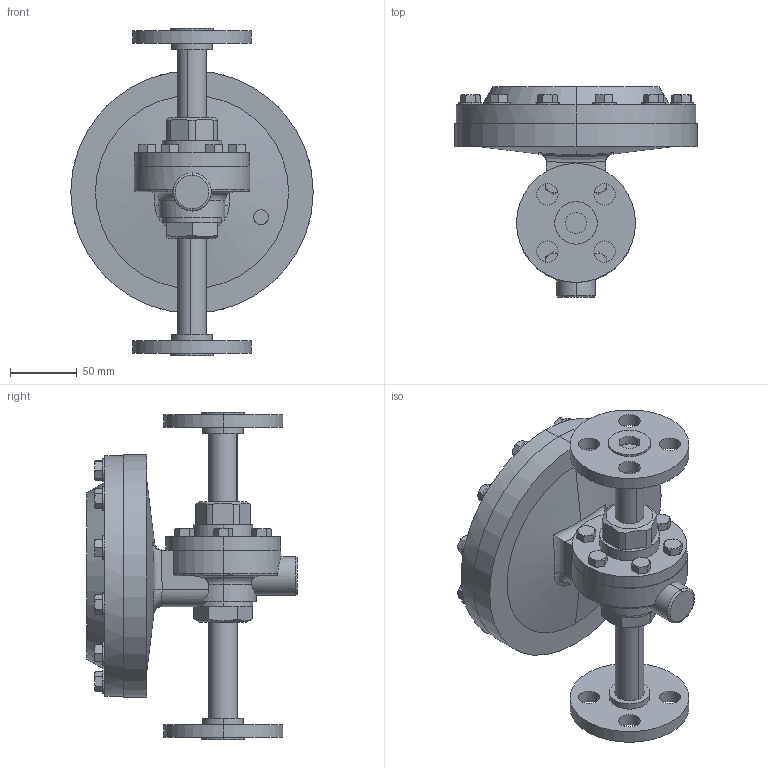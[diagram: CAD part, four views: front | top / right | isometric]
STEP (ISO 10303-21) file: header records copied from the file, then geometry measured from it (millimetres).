
FILE_DESCRIPTION (( 'STEP AP203' ), '1' );
FILE_NAME ('56-050-CS+S6-F5.step', '2017-10-04T15:16:43', ( '' ), ( '' ), 'SwSTEP 2.0', 'SolidWorks 2014', '' );
FILE_SCHEMA (( 'CONFIG_CONTROL_DESIGN' ));
Length unit declared in the file: inch
Products named in the file (1): 56-050-CS+S6-F5
Bounding box: 181.1 x 157.31 x 244.35 mm (x, y, z)
Volume: 1320149.4 mm3; surface area: 185509.5 mm2
Topology: 3 solids, 3 shells, 476 faces, 1120 edges, 692 vertices
Faces by surface type: plane 218, cone 128, cylinder 109, torus 15, bspline 6
Entity records: 15376 total; most frequent: CARTESIAN_POINT 4548, ORIENTED_EDGE 2240, DIRECTION 2226, EDGE_CURVE 1120, AXIS2_PLACEMENT_3D 905, VERTEX_POINT 692, EDGE_LOOP 538, FACE_OUTER_BOUND 476
